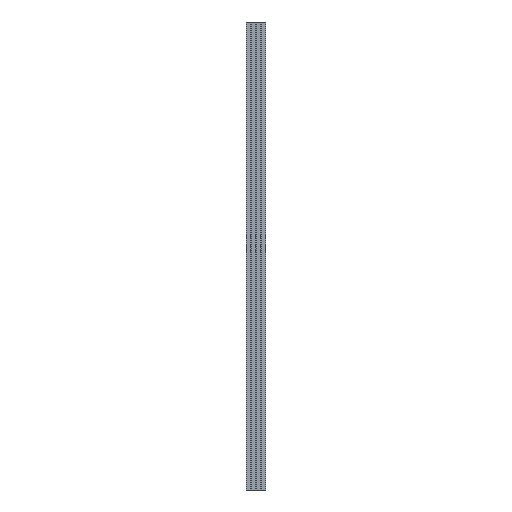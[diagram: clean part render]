
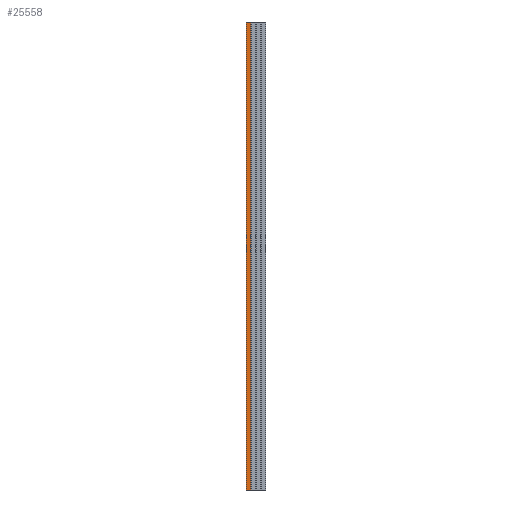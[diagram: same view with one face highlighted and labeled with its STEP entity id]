
A CAD part, left-side view. The second image highlights one B-rep face of the part: STEP entity #25558.
In plain terms, the highlighted planar face has unit normal (-1, 0, 0).
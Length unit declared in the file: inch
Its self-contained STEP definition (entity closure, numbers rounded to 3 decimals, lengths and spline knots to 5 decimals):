
#1781 = CARTESIAN_POINT ( 'NONE',  ( -0.5, -1., -46.5 ) ) ;
#2127 = AXIS2_PLACEMENT_3D ( 'NONE', #13985, #28097, #23394 ) ;
#3468 = EDGE_CURVE ( 'NONE', #16274, #14742, #12791, .T. ) ;
#8133 = EDGE_CURVE ( 'NONE', #16274, #27225, #21061, .T. ) ;
#8244 = DIRECTION ( 'NONE',  ( 0., 0., 1. ) ) ;
#10239 = EDGE_CURVE ( 'NONE', #27225, #18873, #20827, .T. ) ;
#10911 = ORIENTED_EDGE ( 'NONE', *, *, #3468, .T. ) ;
#11113 = CARTESIAN_POINT ( 'NONE',  ( -0.5, 1., -46.5 ) ) ;
#11556 = EDGE_CURVE ( 'NONE', #14742, #18873, #25066, .T. ) ;
#12791 = LINE ( 'NONE', #1781, #16037 ) ;
#13598 = VECTOR ( 'NONE', #8244, 39.37008 ) ;
#13985 = CARTESIAN_POINT ( 'NONE',  ( -0.5, -1., -46.5 ) ) ;
#14742 = VERTEX_POINT ( 'NONE', #16019 ) ;
#16019 = CARTESIAN_POINT ( 'NONE',  ( -0.5, 0.505, -46.5 ) ) ;
#16037 = VECTOR ( 'NONE', #27829, 39.37008 ) ;
#16274 = VERTEX_POINT ( 'NONE', #11113 ) ;
#16493 = FACE_OUTER_BOUND ( 'NONE', #26191, .T. ) ;
#16555 = CARTESIAN_POINT ( 'NONE',  ( -0.5, 0.505, 0.5 ) ) ;
#18650 = CARTESIAN_POINT ( 'NONE',  ( -0.5, 1., 0.5 ) ) ;
#18873 = VERTEX_POINT ( 'NONE', #16555 ) ;
#19181 = CARTESIAN_POINT ( 'NONE',  ( -0.5, 1., -46.5 ) ) ;
#20294 = ORIENTED_EDGE ( 'NONE', *, *, #11556, .T. ) ;
#20827 = LINE ( 'NONE', #20983, #21365 ) ;
#20983 = CARTESIAN_POINT ( 'NONE',  ( -0.5, -1., 0.5 ) ) ;
#21061 = LINE ( 'NONE', #19181, #28962 ) ;
#21365 = VECTOR ( 'NONE', #30085, 39.37008 ) ;
#22587 = ORIENTED_EDGE ( 'NONE', *, *, #10239, .F. ) ;
#23394 = DIRECTION ( 'NONE',  ( 0., 0., 1. ) ) ;
#25066 = LINE ( 'NONE', #29747, #13598 ) ;
#25558 = ADVANCED_FACE ( 'NONE', ( #16493 ), #25753, .T. ) ;
#25753 = PLANE ( 'NONE',  #2127 ) ;
#26191 = EDGE_LOOP ( 'NONE', ( #20294, #22587, #29090, #10911 ) ) ;
#26234 = DIRECTION ( 'NONE',  ( 0., 0., 1. ) ) ;
#27225 = VERTEX_POINT ( 'NONE', #18650 ) ;
#27829 = DIRECTION ( 'NONE',  ( 0., -1., 0. ) ) ;
#28097 = DIRECTION ( 'NONE',  ( -1., 0., 0. ) ) ;
#28962 = VECTOR ( 'NONE', #26234, 39.37008 ) ;
#29090 = ORIENTED_EDGE ( 'NONE', *, *, #8133, .F. ) ;
#29747 = CARTESIAN_POINT ( 'NONE',  ( -0.5, 0.505, -46.5 ) ) ;
#30085 = DIRECTION ( 'NONE',  ( 0., -1., 0. ) ) ;
